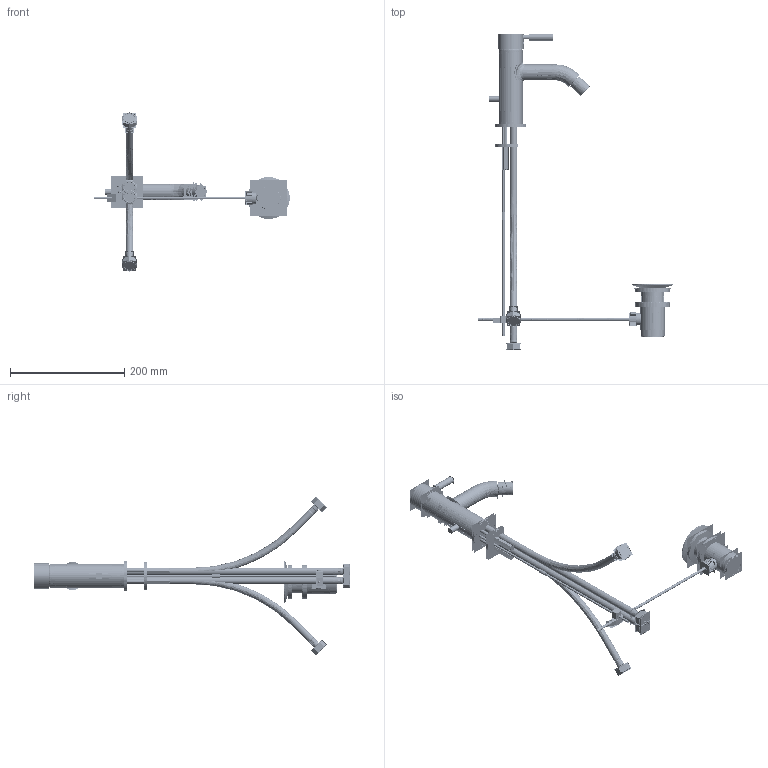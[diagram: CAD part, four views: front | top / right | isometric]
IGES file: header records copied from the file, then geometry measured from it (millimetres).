
Start section:  PTC IGES file: DE210DPC.igs
Global section: file name: DE210DPC.igs; native system: Pro/ENGINEER by Parametric Technology Corporation; preprocessor: 2009360; author: user321; organization: Unknown; date: 20191226.155035; units: millimetre
Bounding box: 341.33 x 553.83 x 278.51 mm (x, y, z)
Volume: 406449 mm3; surface area: 1856764.6 mm2
Topology: 134 solids, 162 shells, 10932 faces, 55354 edges, 69846 vertices
Faces by surface type: revolution 8154, bspline 2778
